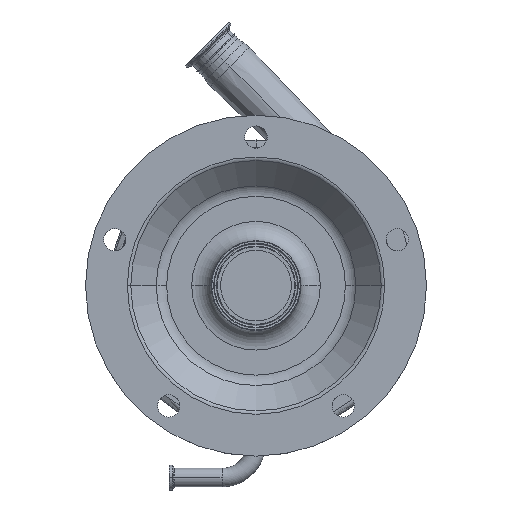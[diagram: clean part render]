
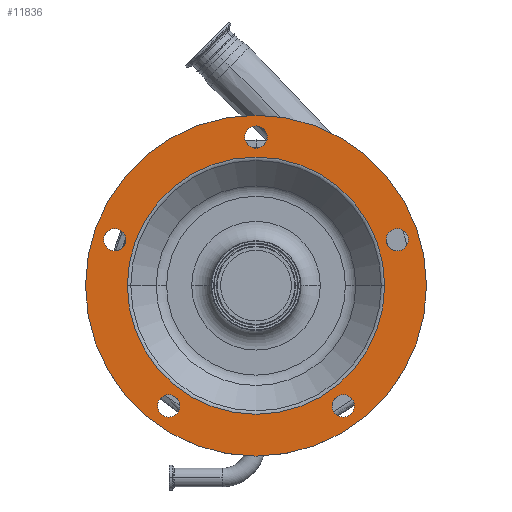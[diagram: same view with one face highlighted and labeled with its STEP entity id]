
A CAD part, top view. The second image highlights one B-rep face of the part: STEP entity #11836.
In plain terms, the highlighted planar face has unit normal (0, 0, 1).
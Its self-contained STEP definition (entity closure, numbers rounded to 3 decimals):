
#93 = CARTESIAN_POINT ( 'NONE',  ( -156.536, 47.125, 266.5 ) ) ;
#159 = DIRECTION ( 'NONE',  ( 0., 0., 1. ) ) ;
#189 = DIRECTION ( 'NONE',  ( 0., 0., -1. ) ) ;
#212 = VERTEX_POINT ( 'NONE', #11044 ) ;
#422 = VERTEX_POINT ( 'NONE', #7003 ) ;
#446 = CARTESIAN_POINT ( 'NONE',  ( -175., 0., 266.5 ) ) ;
#469 = EDGE_LOOP ( 'NONE', ( #12335, #5988 ) ) ;
#473 = EDGE_LOOP ( 'NONE', ( #9502, #11239 ) ) ;
#500 = CARTESIAN_POINT ( 'NONE',  ( 156.536, 47.125, 266.5 ) ) ;
#583 = FACE_BOUND ( 'NONE', #1131, .T. ) ;
#678 = DIRECTION ( 'NONE',  ( 0., 0., 1. ) ) ;
#787 = FACE_BOUND ( 'NONE', #2399, .T. ) ;
#822 = AXIS2_PLACEMENT_3D ( 'NONE', #12809, #3534, #12739 ) ;
#845 = AXIS2_PLACEMENT_3D ( 'NONE', #4457, #10819, #8643 ) ;
#855 = AXIS2_PLACEMENT_3D ( 'NONE', #1821, #8936, #12965 ) ;
#1046 = CIRCLE ( 'NONE', #9756, 11.5 ) ;
#1124 = CARTESIAN_POINT ( 'NONE',  ( 0., 152.5, 266.5 ) ) ;
#1131 = EDGE_LOOP ( 'NONE', ( #13124, #10553 ) ) ;
#1167 = DIRECTION ( 'NONE',  ( 0., 0., 1. ) ) ;
#1202 = VERTEX_POINT ( 'NONE', #6588 ) ;
#1260 = CIRCLE ( 'NONE', #8240, 11.5 ) ;
#1408 = VERTEX_POINT ( 'NONE', #1861 ) ;
#1482 = DIRECTION ( 'NONE',  ( 0., 0., 1. ) ) ;
#1499 = CIRCLE ( 'NONE', #6093, 11.5 ) ;
#1551 = EDGE_CURVE ( 'NONE', #2686, #10212, #9558, .T. ) ;
#1583 = EDGE_LOOP ( 'NONE', ( #12743, #13172 ) ) ;
#1588 = EDGE_CURVE ( 'NONE', #6024, #9021, #1046, .T. ) ;
#1768 = VERTEX_POINT ( 'NONE', #500 ) ;
#1821 = CARTESIAN_POINT ( 'NONE',  ( -89.637, -123.375, 266.5 ) ) ;
#1861 = CARTESIAN_POINT ( 'NONE',  ( 101.137, -123.375, 266.5 ) ) ;
#1889 = DIRECTION ( 'NONE',  ( -1., 0., 0. ) ) ;
#2026 = EDGE_LOOP ( 'NONE', ( #12472, #11405 ) ) ;
#2396 = CIRCLE ( 'NONE', #855, 11.5 ) ;
#2399 = EDGE_LOOP ( 'NONE', ( #8910, #5146 ) ) ;
#2686 = VERTEX_POINT ( 'NONE', #10044 ) ;
#2738 = CARTESIAN_POINT ( 'NONE',  ( -89.637, -123.375, 266.5 ) ) ;
#2859 = CARTESIAN_POINT ( 'NONE',  ( 0., 175., 266.5 ) ) ;
#3194 = CARTESIAN_POINT ( 'NONE',  ( 0., 0., 266.5 ) ) ;
#3270 = VERTEX_POINT ( 'NONE', #10186 ) ;
#3318 = DIRECTION ( 'NONE',  ( 0., 0., 1. ) ) ;
#3343 = DIRECTION ( 'NONE',  ( 1., 0., 0. ) ) ;
#3380 = EDGE_CURVE ( 'NONE', #422, #1408, #7132, .T. ) ;
#3436 = DIRECTION ( 'NONE',  ( 1., 0., 0. ) ) ;
#3534 = DIRECTION ( 'NONE',  ( 0., 0., 1. ) ) ;
#3798 = EDGE_CURVE ( 'NONE', #10212, #2686, #8687, .T. ) ;
#4056 = CARTESIAN_POINT ( 'NONE',  ( -11.5, 152.5, 266.5 ) ) ;
#4457 = CARTESIAN_POINT ( 'NONE',  ( -145.036, 47.125, 266.5 ) ) ;
#4673 = DIRECTION ( 'NONE',  ( 1., 0., 0. ) ) ;
#4802 = CIRCLE ( 'NONE', #10463, 175. ) ;
#4850 = CIRCLE ( 'NONE', #8751, 11.5 ) ;
#4898 = ORIENTED_EDGE ( 'NONE', *, *, #8994, .F. ) ;
#5132 = EDGE_CURVE ( 'NONE', #7990, #1768, #4850, .T. ) ;
#5146 = ORIENTED_EDGE ( 'NONE', *, *, #5132, .F. ) ;
#5492 = CARTESIAN_POINT ( 'NONE',  ( 145.036, 47.125, 266.5 ) ) ;
#5607 = EDGE_CURVE ( 'NONE', #6039, #3270, #8110, .T. ) ;
#5771 = ORIENTED_EDGE ( 'NONE', *, *, #9245, .F. ) ;
#5988 = ORIENTED_EDGE ( 'NONE', *, *, #11724, .F. ) ;
#6024 = VERTEX_POINT ( 'NONE', #9494 ) ;
#6028 = DIRECTION ( 'NONE',  ( 0., 0., 1. ) ) ;
#6039 = VERTEX_POINT ( 'NONE', #446 ) ;
#6063 = AXIS2_PLACEMENT_3D ( 'NONE', #13360, #6028, #6175 ) ;
#6093 = AXIS2_PLACEMENT_3D ( 'NONE', #2738, #678, #4673 ) ;
#6158 = CARTESIAN_POINT ( 'NONE',  ( 145.036, 47.125, 266.5 ) ) ;
#6175 = DIRECTION ( 'NONE',  ( 1., 0., 0. ) ) ;
#6588 = CARTESIAN_POINT ( 'NONE',  ( 132.071, 0., 266.5 ) ) ;
#6639 = DIRECTION ( 'NONE',  ( 1., 0., 0. ) ) ;
#6702 = DIRECTION ( 'NONE',  ( 0., 0., 1. ) ) ;
#6735 = FACE_BOUND ( 'NONE', #1583, .T. ) ;
#7003 = CARTESIAN_POINT ( 'NONE',  ( 78.137, -123.375, 266.5 ) ) ;
#7071 = CARTESIAN_POINT ( 'NONE',  ( 0., 0., 266.5 ) ) ;
#7132 = CIRCLE ( 'NONE', #6063, 11.5 ) ;
#7163 = EDGE_CURVE ( 'NONE', #3270, #6039, #4802, .T. ) ;
#7165 = CIRCLE ( 'NONE', #7403, 132.071 ) ;
#7236 = DIRECTION ( 'NONE',  ( 1., 0., 0. ) ) ;
#7403 = AXIS2_PLACEMENT_3D ( 'NONE', #8748, #12043, #9835 ) ;
#7450 = CARTESIAN_POINT ( 'NONE',  ( -78.137, -123.375, 266.5 ) ) ;
#7564 = EDGE_CURVE ( 'NONE', #1408, #422, #7620, .T. ) ;
#7620 = CIRCLE ( 'NONE', #8895, 11.5 ) ;
#7990 = VERTEX_POINT ( 'NONE', #10503 ) ;
#8110 = CIRCLE ( 'NONE', #9847, 175. ) ;
#8240 = AXIS2_PLACEMENT_3D ( 'NONE', #5492, #3318, #10713 ) ;
#8271 = AXIS2_PLACEMENT_3D ( 'NONE', #10702, #189, #11760 ) ;
#8359 = DIRECTION ( 'NONE',  ( -1., 0., 0. ) ) ;
#8643 = DIRECTION ( 'NONE',  ( 1., 0., 0. ) ) ;
#8687 = CIRCLE ( 'NONE', #845, 11.5 ) ;
#8701 = EDGE_CURVE ( 'NONE', #1202, #212, #11290, .T. ) ;
#8748 = CARTESIAN_POINT ( 'NONE',  ( 0., 0., 266.5 ) ) ;
#8751 = AXIS2_PLACEMENT_3D ( 'NONE', #6158, #1167, #7236 ) ;
#8895 = AXIS2_PLACEMENT_3D ( 'NONE', #10993, #6702, #6639 ) ;
#8910 = ORIENTED_EDGE ( 'NONE', *, *, #11230, .F. ) ;
#8936 = DIRECTION ( 'NONE',  ( 0., 0., 1. ) ) ;
#8967 = EDGE_CURVE ( 'NONE', #212, #1202, #7165, .T. ) ;
#8994 = EDGE_CURVE ( 'NONE', #10343, #12221, #1499, .T. ) ;
#9021 = VERTEX_POINT ( 'NONE', #4056 ) ;
#9125 = DIRECTION ( 'NONE',  ( 0., 0., -1. ) ) ;
#9245 = EDGE_CURVE ( 'NONE', #12221, #10343, #2396, .T. ) ;
#9494 = CARTESIAN_POINT ( 'NONE',  ( 11.5, 152.5, 266.5 ) ) ;
#9502 = ORIENTED_EDGE ( 'NONE', *, *, #1551, .F. ) ;
#9558 = CIRCLE ( 'NONE', #822, 11.5 ) ;
#9756 = AXIS2_PLACEMENT_3D ( 'NONE', #1124, #159, #3343 ) ;
#9758 = CIRCLE ( 'NONE', #10857, 11.5 ) ;
#9835 = DIRECTION ( 'NONE',  ( -1., 0., 0. ) ) ;
#9847 = AXIS2_PLACEMENT_3D ( 'NONE', #7071, #11222, #1889 ) ;
#10044 = CARTESIAN_POINT ( 'NONE',  ( -133.536, 47.125, 266.5 ) ) ;
#10084 = DIRECTION ( 'NONE',  ( -1., 0., 0. ) ) ;
#10148 = FACE_BOUND ( 'NONE', #10273, .T. ) ;
#10186 = CARTESIAN_POINT ( 'NONE',  ( 175., 0., 266.5 ) ) ;
#10212 = VERTEX_POINT ( 'NONE', #93 ) ;
#10273 = EDGE_LOOP ( 'NONE', ( #4898, #5771 ) ) ;
#10343 = VERTEX_POINT ( 'NONE', #7450 ) ;
#10463 = AXIS2_PLACEMENT_3D ( 'NONE', #3194, #11328, #8359 ) ;
#10503 = CARTESIAN_POINT ( 'NONE',  ( 133.536, 47.125, 266.5 ) ) ;
#10553 = ORIENTED_EDGE ( 'NONE', *, *, #8701, .T. ) ;
#10645 = AXIS2_PLACEMENT_3D ( 'NONE', #2859, #9125, #10084 ) ;
#10702 = CARTESIAN_POINT ( 'NONE',  ( 0., 0., 266.5 ) ) ;
#10713 = DIRECTION ( 'NONE',  ( 1., 0., 0. ) ) ;
#10819 = DIRECTION ( 'NONE',  ( 0., 0., 1. ) ) ;
#10857 = AXIS2_PLACEMENT_3D ( 'NONE', #12777, #1482, #3436 ) ;
#10896 = FACE_BOUND ( 'NONE', #473, .T. ) ;
#10993 = CARTESIAN_POINT ( 'NONE',  ( 89.637, -123.375, 266.5 ) ) ;
#11017 = PLANE ( 'NONE',  #10645 ) ;
#11044 = CARTESIAN_POINT ( 'NONE',  ( -132.071, 0., 266.5 ) ) ;
#11222 = DIRECTION ( 'NONE',  ( 0., 0., -1. ) ) ;
#11230 = EDGE_CURVE ( 'NONE', #1768, #7990, #1260, .T. ) ;
#11239 = ORIENTED_EDGE ( 'NONE', *, *, #3798, .F. ) ;
#11290 = CIRCLE ( 'NONE', #8271, 132.071 ) ;
#11328 = DIRECTION ( 'NONE',  ( 0., 0., -1. ) ) ;
#11405 = ORIENTED_EDGE ( 'NONE', *, *, #7163, .F. ) ;
#11724 = EDGE_CURVE ( 'NONE', #9021, #6024, #9758, .T. ) ;
#11760 = DIRECTION ( 'NONE',  ( -1., 0., 0. ) ) ;
#11836 = ADVANCED_FACE ( 'NONE', ( #10896, #10148, #6735, #787, #583, #13113, #12020 ), #11017, .F. ) ;
#12020 = FACE_BOUND ( 'NONE', #469, .T. ) ;
#12043 = DIRECTION ( 'NONE',  ( 0., 0., -1. ) ) ;
#12221 = VERTEX_POINT ( 'NONE', #12580 ) ;
#12335 = ORIENTED_EDGE ( 'NONE', *, *, #1588, .F. ) ;
#12472 = ORIENTED_EDGE ( 'NONE', *, *, #5607, .F. ) ;
#12580 = CARTESIAN_POINT ( 'NONE',  ( -101.137, -123.375, 266.5 ) ) ;
#12739 = DIRECTION ( 'NONE',  ( 1., 0., 0. ) ) ;
#12743 = ORIENTED_EDGE ( 'NONE', *, *, #7564, .F. ) ;
#12777 = CARTESIAN_POINT ( 'NONE',  ( 0., 152.5, 266.5 ) ) ;
#12809 = CARTESIAN_POINT ( 'NONE',  ( -145.036, 47.125, 266.5 ) ) ;
#12965 = DIRECTION ( 'NONE',  ( 1., 0., 0. ) ) ;
#13113 = FACE_OUTER_BOUND ( 'NONE', #2026, .T. ) ;
#13124 = ORIENTED_EDGE ( 'NONE', *, *, #8967, .T. ) ;
#13172 = ORIENTED_EDGE ( 'NONE', *, *, #3380, .F. ) ;
#13360 = CARTESIAN_POINT ( 'NONE',  ( 89.637, -123.375, 266.5 ) ) ;
